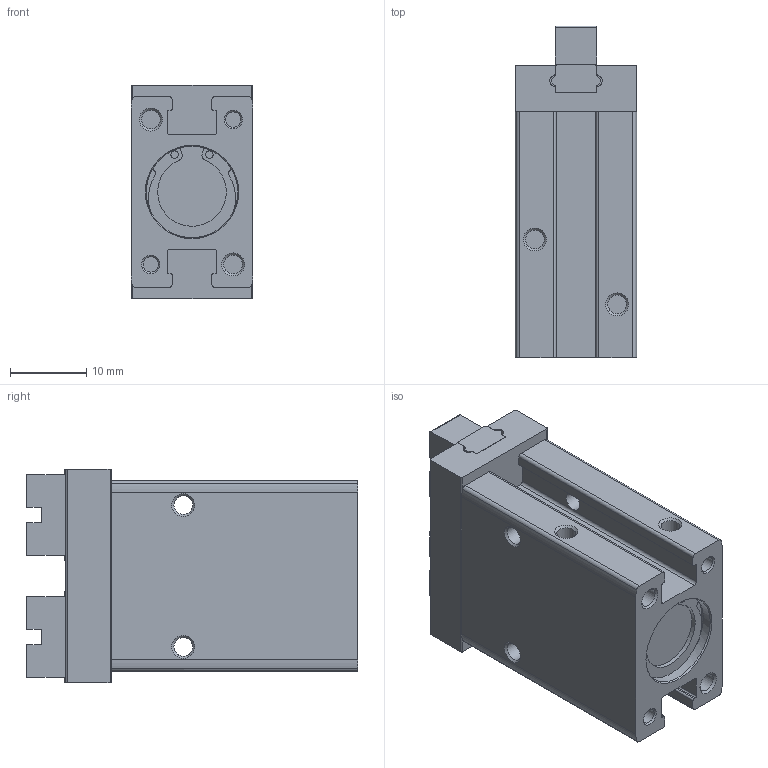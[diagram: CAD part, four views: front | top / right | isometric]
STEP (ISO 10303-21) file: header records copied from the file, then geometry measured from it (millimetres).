
FILE_DESCRIPTION(/* description */ ('STEP AP214'),/* implementation_level */ '2;1');
FILE_NAME(/* name */ '8116755_DHPC-10-A-S-2',/* time_stamp */ '2024-08-19T17:50:40+02:00',/* author */ ('License CC BY-ND 4.0'),/* organization */ ('CADENAS'),/* preprocessor_version */ 'ST-DEVELOPER v19.3',/* originating_system */ 'PARTsolutions',/* authorisation */ ' ');
FILE_SCHEMA (('AUTOMOTIVE_DESIGN {1 0 10303 214 3 1 1}'));
Length unit declared in the file: millimetre
Products named in the file (3): 8116755 DHPC-10-A-S-2---(1high); 8116729 DHPC-10-A-S-2---(highG); 8105701 DHPC-10-A-2---(high)
Assembly tree (3 placements, depth 2):
  8116755 DHPC-10-A-S-2---(1high)
    8116729 DHPC-10-A-S-2---(highG)
    8105701 DHPC-10-A-2---(high)  x2
Bounding box: 16 x 43.5 x 28 mm (x, y, z)
Volume: 13516.2 mm3; surface area: 6717.8 mm2
Topology: 3 solids, 3 shells, 359 faces, 909 edges, 587 vertices
Faces by surface type: plane 203, cylinder 131, cone 21, torus 4
Full cylindrical faces by diameter (mm): 1 x2, 2 x6, 2.013 x4, 2.459 x10, 3 x4, 3.4 x4, 12 x1
Entity records: 8191 total; most frequent: DIRECTION 1480, CARTESIAN_POINT 1376, ORIENTED_EDGE 1288, EDGE_CURVE 644, AXIS2_PLACEMENT_3D 550, VERTEX_POINT 446, LINE 380, VECTOR 380
